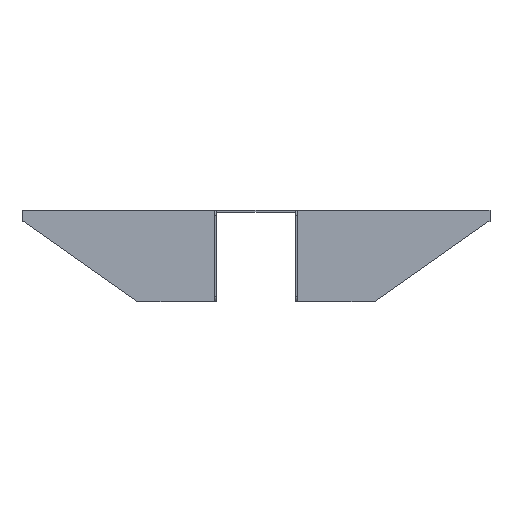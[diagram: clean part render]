
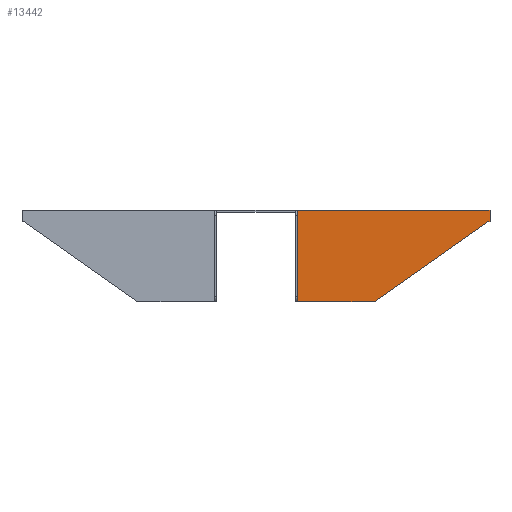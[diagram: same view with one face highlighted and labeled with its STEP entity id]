
A CAD part, left-side view. The second image highlights one B-rep face of the part: STEP entity #13442.
In plain terms, the highlighted planar face has unit normal (-1, 0, 0).
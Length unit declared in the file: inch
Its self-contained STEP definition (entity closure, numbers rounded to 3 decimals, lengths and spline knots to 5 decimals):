
#503 = VERTEX_POINT ( 'NONE', #10817 ) ;
#678 = DIRECTION ( 'NONE',  ( 0., -1., 0. ) ) ;
#722 = EDGE_LOOP ( 'NONE', ( #5130, #10686, #9882, #8223, #11975, #6870 ) ) ;
#839 = CARTESIAN_POINT ( 'NONE',  ( -8.46457, -9., 0.03937 ) ) ;
#923 = EDGE_CURVE ( 'NONE', #2798, #1414, #8578, .T. ) ;
#1414 = VERTEX_POINT ( 'NONE', #6047 ) ;
#2044 = DIRECTION ( 'NONE',  ( 0., 0., -1. ) ) ;
#2333 = FACE_OUTER_BOUND ( 'NONE', #722, .T. ) ;
#2406 = CARTESIAN_POINT ( 'NONE',  ( -8.46457, -1.59449, -3.48563 ) ) ;
#2536 = VECTOR ( 'NONE', #5008, 39.37008 ) ;
#2554 = CARTESIAN_POINT ( 'NONE',  ( -8.46457, -9., 0.03937 ) ) ;
#2573 = VERTEX_POINT ( 'NONE', #5163 ) ;
#2584 = VERTEX_POINT ( 'NONE', #9219 ) ;
#2798 = VERTEX_POINT ( 'NONE', #5425 ) ;
#3107 = VECTOR ( 'NONE', #15638, 39.37008 ) ;
#3505 = PLANE ( 'NONE',  #12540 ) ;
#3933 = VECTOR ( 'NONE', #13133, 39.37008 ) ;
#4714 = EDGE_CURVE ( 'NONE', #2584, #2798, #6575, .T. ) ;
#4753 = VECTOR ( 'NONE', #16009, 39.37008 ) ;
#4943 = EDGE_CURVE ( 'NONE', #1414, #503, #11249, .T. ) ;
#5008 = DIRECTION ( 'NONE',  ( 0., 0., 1. ) ) ;
#5130 = ORIENTED_EDGE ( 'NONE', *, *, #8167, .F. ) ;
#5163 = CARTESIAN_POINT ( 'NONE',  ( -8.46457, -1.59449, -3.48563 ) ) ;
#5425 = CARTESIAN_POINT ( 'NONE',  ( -8.46457, -9., 0.03937 ) ) ;
#5953 = VECTOR ( 'NONE', #14120, 39.37008 ) ;
#6047 = CARTESIAN_POINT ( 'NONE',  ( -8.46457, -9., -0.41437 ) ) ;
#6575 = LINE ( 'NONE', #2554, #3107 ) ;
#6870 = ORIENTED_EDGE ( 'NONE', *, *, #4714, .F. ) ;
#7997 = LINE ( 'NONE', #8461, #9227 ) ;
#8167 = EDGE_CURVE ( 'NONE', #2573, #2584, #12289, .T. ) ;
#8223 = ORIENTED_EDGE ( 'NONE', *, *, #4943, .F. ) ;
#8461 = CARTESIAN_POINT ( 'NONE',  ( -8.46457, -1.51575, -3.48563 ) ) ;
#8578 = LINE ( 'NONE', #10335, #5953 ) ;
#9219 = CARTESIAN_POINT ( 'NONE',  ( -8.46457, -1.59449, 0.03937 ) ) ;
#9227 = VECTOR ( 'NONE', #678, 39.37008 ) ;
#9401 = CARTESIAN_POINT ( 'NONE',  ( -8.46457, -9., -0.41437 ) ) ;
#9818 = DIRECTION ( 'NONE',  ( 1., 0., 0. ) ) ;
#9882 = ORIENTED_EDGE ( 'NONE', *, *, #14455, .T. ) ;
#10335 = CARTESIAN_POINT ( 'NONE',  ( -8.46457, -9., 0.03937 ) ) ;
#10686 = ORIENTED_EDGE ( 'NONE', *, *, #12780, .T. ) ;
#10817 = CARTESIAN_POINT ( 'NONE',  ( -8.46457, -8.92126, -0.41437 ) ) ;
#11249 = LINE ( 'NONE', #9401, #3933 ) ;
#11975 = ORIENTED_EDGE ( 'NONE', *, *, #923, .F. ) ;
#12289 = LINE ( 'NONE', #2406, #2536 ) ;
#12540 = AXIS2_PLACEMENT_3D ( 'NONE', #839, #9818, #2044 ) ;
#12780 = EDGE_CURVE ( 'NONE', #2573, #16408, #7997, .T. ) ;
#13133 = DIRECTION ( 'NONE',  ( 0., 1., 0. ) ) ;
#13442 = ADVANCED_FACE ( 'NONE', ( #2333 ), #3505, .F. ) ;
#14120 = DIRECTION ( 'NONE',  ( 0., 0., -1. ) ) ;
#14321 = LINE ( 'NONE', #14823, #4753 ) ;
#14455 = EDGE_CURVE ( 'NONE', #16408, #503, #14321, .T. ) ;
#14823 = CARTESIAN_POINT ( 'NONE',  ( -8.46457, -4.54724, -3.48563 ) ) ;
#15638 = DIRECTION ( 'NONE',  ( 0., -1., 0. ) ) ;
#16009 = DIRECTION ( 'NONE',  ( 0., -0.818, 0.575 ) ) ;
#16408 = VERTEX_POINT ( 'NONE', #16505 ) ;
#16505 = CARTESIAN_POINT ( 'NONE',  ( -8.46457, -4.54724, -3.48563 ) ) ;
